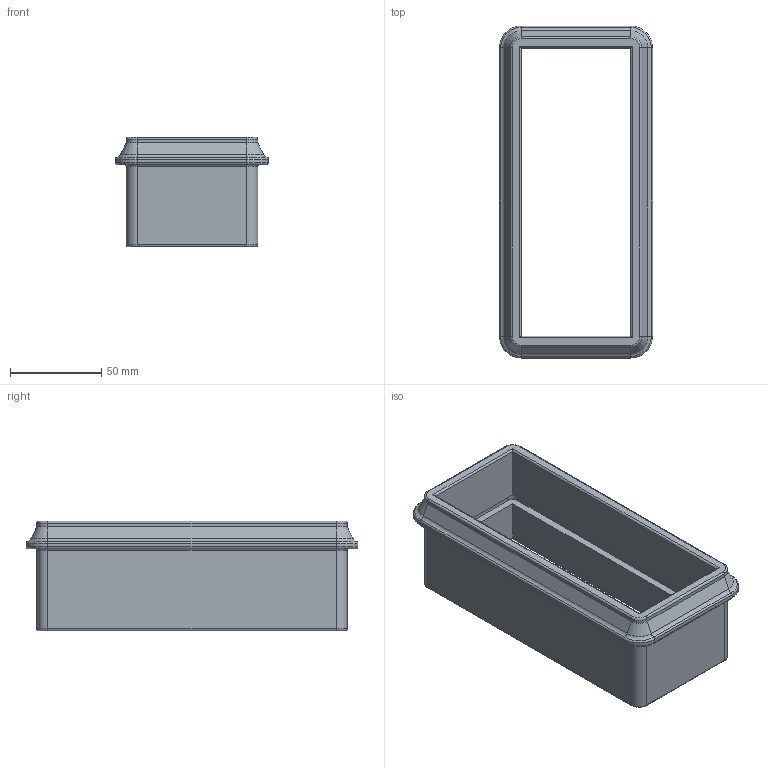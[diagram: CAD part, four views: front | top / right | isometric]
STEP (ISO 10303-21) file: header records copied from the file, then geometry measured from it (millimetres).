
FILE_DESCRIPTION(/* description */ (''),/* implementation_level */ '2;1');
FILE_NAME(/* name */ 'CLWK3X1.stp',/* time_stamp */ '2024-08-27T12:35:57+02:00',/* author */ ('se-milkar'),/* organization */ (''),/* preprocessor_version */ 'ST-DEVELOPER v18.1',/* originating_system */ 'Autodesk Inventor 2021',/* authorisation */ '');
FILE_SCHEMA (('AUTOMOTIVE_DESIGN { 1 0 10303 214 3 1 1 }'));
Length unit declared in the file: millimetre
Products named in the file (1): CLWK3X1
Bounding box: 84 x 182 x 60 mm (x, y, z)
Volume: 172361.7 mm3; surface area: 66857.4 mm2
Topology: 1 solids, 1 shells, 109 faces, 240 edges, 136 vertices
Faces by surface type: cylinder 48, plane 33, torus 24, cone 4
Entity records: 2995 total; most frequent: DIRECTION 572, CARTESIAN_POINT 486, ORIENTED_EDGE 480, EDGE_CURVE 240, AXIS2_PLACEMENT_3D 222, VERTEX_POINT 136, LINE 128, VECTOR 128
